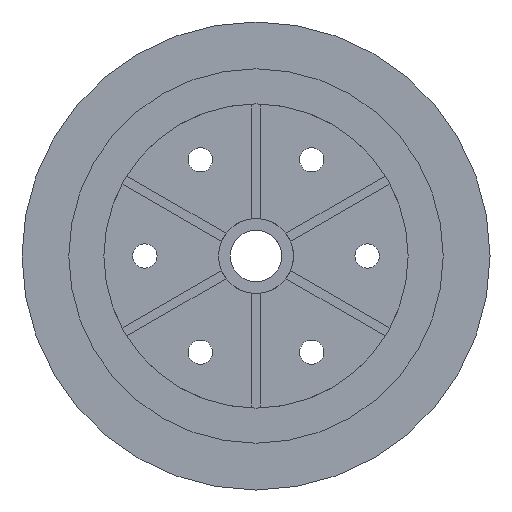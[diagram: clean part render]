
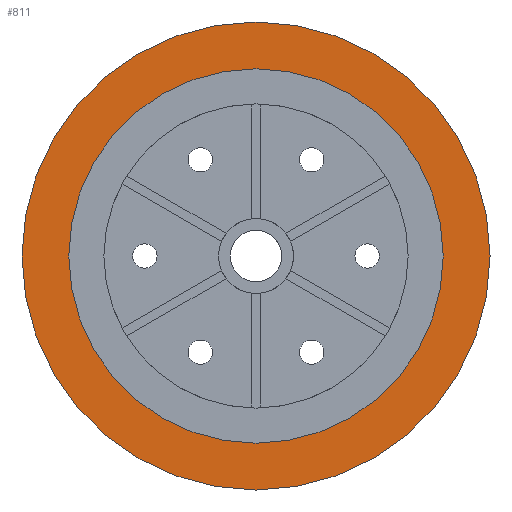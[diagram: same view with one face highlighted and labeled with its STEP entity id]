
A CAD part, front view. The second image highlights one B-rep face of the part: STEP entity #811.
In plain terms, the highlighted planar face has unit normal (0, -1, 0).
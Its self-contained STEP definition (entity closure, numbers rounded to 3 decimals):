
#34=FACE_BOUND('',#165,.T.);
#64=PLANE('',#917);
#105=FACE_OUTER_BOUND('',#164,.T.);
#164=EDGE_LOOP('',(#747));
#165=EDGE_LOOP('',(#748));
#341=CIRCLE('',#918,50.);
#342=CIRCLE('',#919,40.);
#417=VERTEX_POINT('',#1399);
#418=VERTEX_POINT('',#1401);
#528=EDGE_CURVE('',#417,#417,#341,.T.);
#529=EDGE_CURVE('',#418,#418,#342,.T.);
#747=ORIENTED_EDGE('',*,*,#528,.T.);
#748=ORIENTED_EDGE('',*,*,#529,.T.);
#811=ADVANCED_FACE('',(#105,#34),#64,.F.);
#917=AXIS2_PLACEMENT_3D('',#1398,#1161,#1162);
#918=AXIS2_PLACEMENT_3D('',#1400,#1163,#1164);
#919=AXIS2_PLACEMENT_3D('',#1402,#1165,#1166);
#1161=DIRECTION('center_axis',(0.,1.,0.));
#1162=DIRECTION('ref_axis',(1.,0.,0.));
#1163=DIRECTION('center_axis',(0.,-1.,0.));
#1164=DIRECTION('ref_axis',(1.,0.,0.));
#1165=DIRECTION('center_axis',(0.,1.,0.));
#1166=DIRECTION('ref_axis',(1.,0.,0.));
#1398=CARTESIAN_POINT('Origin',(0.,-13.,0.));
#1399=CARTESIAN_POINT('',(-50.,-13.,0.));
#1400=CARTESIAN_POINT('Origin',(0.,-13.,0.));
#1401=CARTESIAN_POINT('',(-40.,-13.,0.));
#1402=CARTESIAN_POINT('Origin',(0.,-13.,0.));
